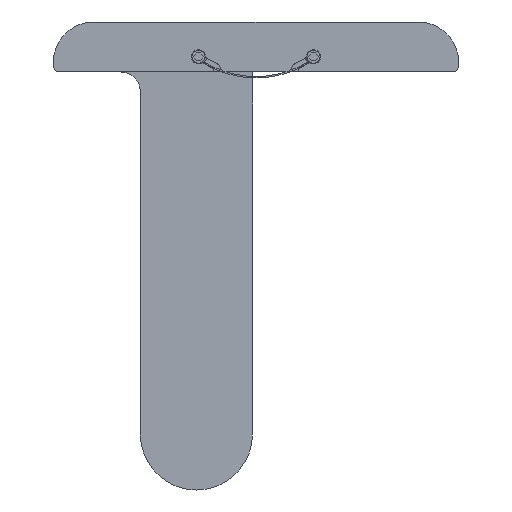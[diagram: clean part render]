
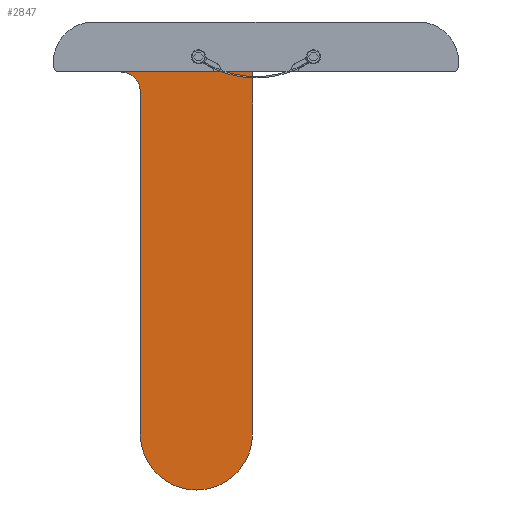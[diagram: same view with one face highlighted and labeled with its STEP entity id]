
A CAD part, left-side view. The second image highlights one B-rep face of the part: STEP entity #2847.
In plain terms, the highlighted face is planar.
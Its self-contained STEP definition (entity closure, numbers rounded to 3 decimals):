
#173 = PLANE('',#174);
#174 = AXIS2_PLACEMENT_3D('',#175,#176,#177);
#175 = CARTESIAN_POINT('',(-32.5,31.5,-9.8));
#176 = DIRECTION('',(0.,1.,0.));
#177 = DIRECTION('',(-1.,0.,0.));
#1639 = PLANE('',#1640);
#1640 = AXIS2_PLACEMENT_3D('',#1641,#1642,#1643);
#1641 = CARTESIAN_POINT('',(-0.55,31.5,-15.));
#1642 = DIRECTION('',(-1.,0.,0.));
#1643 = DIRECTION('',(0.,-1.,0.));
#1690 = PLANE('',#1691);
#1691 = AXIS2_PLACEMENT_3D('',#1692,#1693,#1694);
#1692 = CARTESIAN_POINT('',(-18.55,31.5,-15.));
#1693 = DIRECTION('',(1.,0.,-0.));
#1694 = DIRECTION('',(0.,1.,0.));
#1810 = VERTEX_POINT('',#1811);
#1811 = CARTESIAN_POINT('',(-21.725,31.5,-9.8));
#1825 = CYLINDRICAL_SURFACE('',#1826,3.175);
#1826 = AXIS2_PLACEMENT_3D('',#1827,#1828,#1829);
#1827 = CARTESIAN_POINT('',(-21.725,28.325,-9.8));
#1828 = DIRECTION('',(0.,0.,-1.));
#1829 = DIRECTION('',(0.,1.,0.));
#1837 = EDGE_CURVE('',#1838,#1810,#1840,.T.);
#1838 = VERTEX_POINT('',#1839);
#1839 = CARTESIAN_POINT('',(-0.55,31.5,-9.8));
#1840 = SURFACE_CURVE('',#1841,(#1845,#1852),.PCURVE_S1.);
#1841 = LINE('',#1842,#1843);
#1842 = CARTESIAN_POINT('',(-32.5,31.5,-9.8));
#1843 = VECTOR('',#1844,1.);
#1844 = DIRECTION('',(-1.,0.,-0.));
#1845 = PCURVE('',#173,#1846);
#1846 = DEFINITIONAL_REPRESENTATION('',(#1847),#1851);
#1847 = LINE('',#1848,#1849);
#1848 = CARTESIAN_POINT('',(0.,0.));
#1849 = VECTOR('',#1850,1.);
#1850 = DIRECTION('',(1.,0.));
#1851 = ( GEOMETRIC_REPRESENTATION_CONTEXT(2) 
PARAMETRIC_REPRESENTATION_CONTEXT() REPRESENTATION_CONTEXT('2D SPACE',''
  ) );
#1852 = PCURVE('',#1853,#1858);
#1853 = PLANE('',#1854);
#1854 = AXIS2_PLACEMENT_3D('',#1855,#1856,#1857);
#1855 = CARTESIAN_POINT('',(-32.5,-35.5,-9.8));
#1856 = DIRECTION('',(0.,0.,1.));
#1857 = DIRECTION('',(0.,-1.,0.));
#1858 = DEFINITIONAL_REPRESENTATION('',(#1859),#1863);
#1859 = LINE('',#1860,#1861);
#1860 = CARTESIAN_POINT('',(-67.,0.));
#1861 = VECTOR('',#1862,1.);
#1862 = DIRECTION('',(-0.,-1.));
#1863 = ( GEOMETRIC_REPRESENTATION_CONTEXT(2) 
PARAMETRIC_REPRESENTATION_CONTEXT() REPRESENTATION_CONTEXT('2D SPACE',''
  ) );
#2760 = CYLINDRICAL_SURFACE('',#2761,9.);
#2761 = AXIS2_PLACEMENT_3D('',#2762,#2763,#2764);
#2762 = CARTESIAN_POINT('',(-9.55,-26.5,0.));
#2763 = DIRECTION('',(0.,0.,1.));
#2764 = DIRECTION('',(0.,-1.,0.));
#2793 = CYLINDRICAL_SURFACE('',#2794,9.);
#2794 = AXIS2_PLACEMENT_3D('',#2795,#2796,#2797);
#2795 = CARTESIAN_POINT('',(-9.55,-26.5,-15.));
#2796 = DIRECTION('',(0.,0.,1.));
#2797 = DIRECTION('',(0.,-1.,0.));
#2847 = ADVANCED_FACE('',(#2848),#1853,.T.);
#2848 = FACE_BOUND('',#2849,.T.);
#2849 = EDGE_LOOP('',(#2850,#2875,#2899,#2923,#2944,#2945));
#2850 = ORIENTED_EDGE('',*,*,#2851,.F.);
#2851 = EDGE_CURVE('',#2852,#2854,#2856,.T.);
#2852 = VERTEX_POINT('',#2853);
#2853 = CARTESIAN_POINT('',(-18.55,-26.5,-9.8));
#2854 = VERTEX_POINT('',#2855);
#2855 = CARTESIAN_POINT('',(-18.55,28.325,-9.8));
#2856 = SURFACE_CURVE('',#2857,(#2861,#2868),.PCURVE_S1.);
#2857 = LINE('',#2858,#2859);
#2858 = CARTESIAN_POINT('',(-18.55,31.5,-9.8));
#2859 = VECTOR('',#2860,1.);
#2860 = DIRECTION('',(0.,1.,0.));
#2861 = PCURVE('',#1853,#2862);
#2862 = DEFINITIONAL_REPRESENTATION('',(#2863),#2867);
#2863 = LINE('',#2864,#2865);
#2864 = CARTESIAN_POINT('',(-67.,13.95));
#2865 = VECTOR('',#2866,1.);
#2866 = DIRECTION('',(-1.,0.));
#2867 = ( GEOMETRIC_REPRESENTATION_CONTEXT(2) 
PARAMETRIC_REPRESENTATION_CONTEXT() REPRESENTATION_CONTEXT('2D SPACE',''
  ) );
#2868 = PCURVE('',#1690,#2869);
#2869 = DEFINITIONAL_REPRESENTATION('',(#2870),#2874);
#2870 = LINE('',#2871,#2872);
#2871 = CARTESIAN_POINT('',(0.,5.2));
#2872 = VECTOR('',#2873,1.);
#2873 = DIRECTION('',(1.,0.));
#2874 = ( GEOMETRIC_REPRESENTATION_CONTEXT(2) 
PARAMETRIC_REPRESENTATION_CONTEXT() REPRESENTATION_CONTEXT('2D SPACE',''
  ) );
#2875 = ORIENTED_EDGE('',*,*,#2876,.T.);
#2876 = EDGE_CURVE('',#2852,#2877,#2879,.T.);
#2877 = VERTEX_POINT('',#2878);
#2878 = CARTESIAN_POINT('',(-9.55,-35.5,-9.8));
#2879 = SURFACE_CURVE('',#2880,(#2885,#2892),.PCURVE_S1.);
#2880 = CIRCLE('',#2881,9.);
#2881 = AXIS2_PLACEMENT_3D('',#2882,#2883,#2884);
#2882 = CARTESIAN_POINT('',(-9.55,-26.5,-9.8));
#2883 = DIRECTION('',(0.,0.,1.));
#2884 = DIRECTION('',(0.,-1.,0.));
#2885 = PCURVE('',#1853,#2886);
#2886 = DEFINITIONAL_REPRESENTATION('',(#2887),#2891);
#2887 = CIRCLE('',#2888,9.);
#2888 = AXIS2_PLACEMENT_2D('',#2889,#2890);
#2889 = CARTESIAN_POINT('',(-9.,22.95));
#2890 = DIRECTION('',(1.,0.));
#2891 = ( GEOMETRIC_REPRESENTATION_CONTEXT(2) 
PARAMETRIC_REPRESENTATION_CONTEXT() REPRESENTATION_CONTEXT('2D SPACE',''
  ) );
#2892 = PCURVE('',#2793,#2893);
#2893 = DEFINITIONAL_REPRESENTATION('',(#2894),#2898);
#2894 = LINE('',#2895,#2896);
#2895 = CARTESIAN_POINT('',(0.,5.2));
#2896 = VECTOR('',#2897,1.);
#2897 = DIRECTION('',(1.,0.));
#2898 = ( GEOMETRIC_REPRESENTATION_CONTEXT(2) 
PARAMETRIC_REPRESENTATION_CONTEXT() REPRESENTATION_CONTEXT('2D SPACE',''
  ) );
#2899 = ORIENTED_EDGE('',*,*,#2900,.T.);
#2900 = EDGE_CURVE('',#2877,#2901,#2903,.T.);
#2901 = VERTEX_POINT('',#2902);
#2902 = CARTESIAN_POINT('',(-0.55,-26.5,-9.8));
#2903 = SURFACE_CURVE('',#2904,(#2909,#2916),.PCURVE_S1.);
#2904 = CIRCLE('',#2905,9.);
#2905 = AXIS2_PLACEMENT_3D('',#2906,#2907,#2908);
#2906 = CARTESIAN_POINT('',(-9.55,-26.5,-9.8));
#2907 = DIRECTION('',(0.,0.,1.));
#2908 = DIRECTION('',(0.,-1.,0.));
#2909 = PCURVE('',#1853,#2910);
#2910 = DEFINITIONAL_REPRESENTATION('',(#2911),#2915);
#2911 = CIRCLE('',#2912,9.);
#2912 = AXIS2_PLACEMENT_2D('',#2913,#2914);
#2913 = CARTESIAN_POINT('',(-9.,22.95));
#2914 = DIRECTION('',(1.,0.));
#2915 = ( GEOMETRIC_REPRESENTATION_CONTEXT(2) 
PARAMETRIC_REPRESENTATION_CONTEXT() REPRESENTATION_CONTEXT('2D SPACE',''
  ) );
#2916 = PCURVE('',#2760,#2917);
#2917 = DEFINITIONAL_REPRESENTATION('',(#2918),#2922);
#2918 = LINE('',#2919,#2920);
#2919 = CARTESIAN_POINT('',(0.,-9.8));
#2920 = VECTOR('',#2921,1.);
#2921 = DIRECTION('',(1.,0.));
#2922 = ( GEOMETRIC_REPRESENTATION_CONTEXT(2) 
PARAMETRIC_REPRESENTATION_CONTEXT() REPRESENTATION_CONTEXT('2D SPACE',''
  ) );
#2923 = ORIENTED_EDGE('',*,*,#2924,.F.);
#2924 = EDGE_CURVE('',#1838,#2901,#2925,.T.);
#2925 = SURFACE_CURVE('',#2926,(#2930,#2937),.PCURVE_S1.);
#2926 = LINE('',#2927,#2928);
#2927 = CARTESIAN_POINT('',(-0.55,31.5,-9.8));
#2928 = VECTOR('',#2929,1.);
#2929 = DIRECTION('',(0.,-1.,0.));
#2930 = PCURVE('',#1853,#2931);
#2931 = DEFINITIONAL_REPRESENTATION('',(#2932),#2936);
#2932 = LINE('',#2933,#2934);
#2933 = CARTESIAN_POINT('',(-67.,31.95));
#2934 = VECTOR('',#2935,1.);
#2935 = DIRECTION('',(1.,0.));
#2936 = ( GEOMETRIC_REPRESENTATION_CONTEXT(2) 
PARAMETRIC_REPRESENTATION_CONTEXT() REPRESENTATION_CONTEXT('2D SPACE',''
  ) );
#2937 = PCURVE('',#1639,#2938);
#2938 = DEFINITIONAL_REPRESENTATION('',(#2939),#2943);
#2939 = LINE('',#2940,#2941);
#2940 = CARTESIAN_POINT('',(0.,5.2));
#2941 = VECTOR('',#2942,1.);
#2942 = DIRECTION('',(1.,0.));
#2943 = ( GEOMETRIC_REPRESENTATION_CONTEXT(2) 
PARAMETRIC_REPRESENTATION_CONTEXT() REPRESENTATION_CONTEXT('2D SPACE',''
  ) );
#2944 = ORIENTED_EDGE('',*,*,#1837,.T.);
#2945 = ORIENTED_EDGE('',*,*,#2946,.T.);
#2946 = EDGE_CURVE('',#1810,#2854,#2947,.T.);
#2947 = SURFACE_CURVE('',#2948,(#2953,#2964),.PCURVE_S1.);
#2948 = CIRCLE('',#2949,3.175);
#2949 = AXIS2_PLACEMENT_3D('',#2950,#2951,#2952);
#2950 = CARTESIAN_POINT('',(-21.725,28.325,-9.8));
#2951 = DIRECTION('',(-0.,0.,-1.));
#2952 = DIRECTION('',(0.,-1.,0.));
#2953 = PCURVE('',#1853,#2954);
#2954 = DEFINITIONAL_REPRESENTATION('',(#2955),#2963);
#2955 = ( BOUNDED_CURVE() B_SPLINE_CURVE(2,(#2956,#2957,#2958,#2959,
#2960,#2961,#2962),.UNSPECIFIED.,.T.,.F.) B_SPLINE_CURVE_WITH_KNOTS((1,2
    ,2,2,2,1),(-2.094,0.,2.094,4.189,
6.283,8.378),.UNSPECIFIED.) CURVE() 
GEOMETRIC_REPRESENTATION_ITEM() RATIONAL_B_SPLINE_CURVE((1.,0.5,1.,0.5,
1.,0.5,1.)) REPRESENTATION_ITEM('') );
#2956 = CARTESIAN_POINT('',(-60.65,10.775));
#2957 = CARTESIAN_POINT('',(-60.65,5.276));
#2958 = CARTESIAN_POINT('',(-65.413,8.025));
#2959 = CARTESIAN_POINT('',(-70.175,10.775));
#2960 = CARTESIAN_POINT('',(-65.413,13.525));
#2961 = CARTESIAN_POINT('',(-60.65,16.274));
#2962 = CARTESIAN_POINT('',(-60.65,10.775));
#2963 = ( GEOMETRIC_REPRESENTATION_CONTEXT(2) 
PARAMETRIC_REPRESENTATION_CONTEXT() REPRESENTATION_CONTEXT('2D SPACE',''
  ) );
#2964 = PCURVE('',#1825,#2965);
#2965 = DEFINITIONAL_REPRESENTATION('',(#2966),#2970);
#2966 = LINE('',#2967,#2968);
#2967 = CARTESIAN_POINT('',(-3.142,0.));
#2968 = VECTOR('',#2969,1.);
#2969 = DIRECTION('',(1.,0.));
#2970 = ( GEOMETRIC_REPRESENTATION_CONTEXT(2) 
PARAMETRIC_REPRESENTATION_CONTEXT() REPRESENTATION_CONTEXT('2D SPACE',''
  ) );
